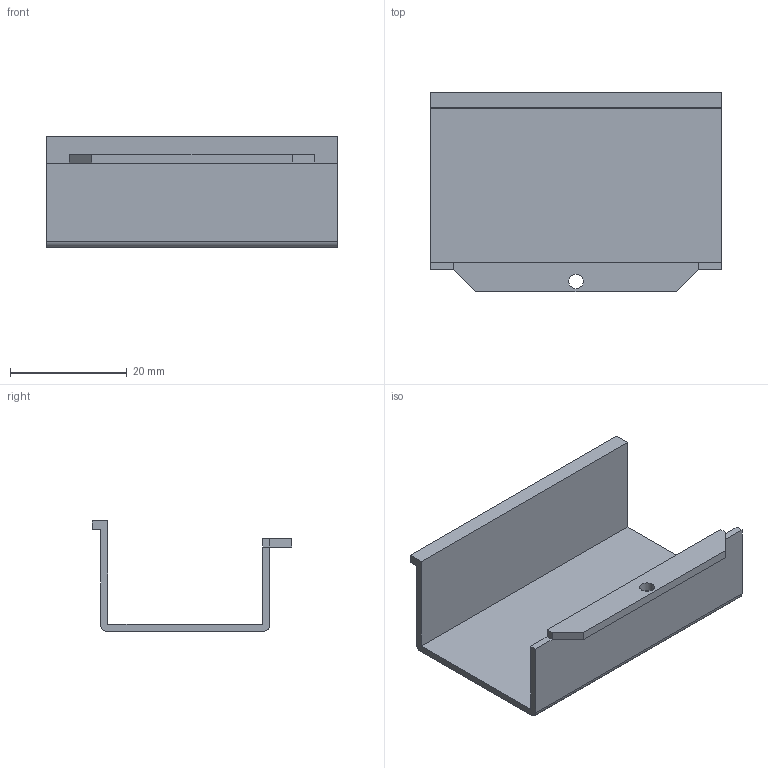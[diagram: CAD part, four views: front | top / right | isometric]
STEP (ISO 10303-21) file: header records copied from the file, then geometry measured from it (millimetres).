
FILE_DESCRIPTION(/* description */ (''),/* implementation_level */ '2;1');
FILE_NAME(/* name */ 'BatteryClip2 v1.step',/* time_stamp */ '2023-07-04T08:54:34-07:00',/* author */ (''),/* organization */ (''),/* preprocessor_version */ 'ST-DEVELOPER v19.2',/* originating_system */ 'Autodesk Translation Framework v12.6.0.85',/* authorisation */ '');
FILE_SCHEMA (('AUTOMOTIVE_DESIGN { 1 0 10303 214 3 1 1 }'));
Length unit declared in the file: millimetre
Products named in the file (1): BatteryClip2
Bounding box: 50 x 34.2 x 18.9 mm (x, y, z)
Volume: 3965 mm3; surface area: 6780.8 mm2
Topology: 1 solids, 1 shells, 23 faces, 59 edges, 38 vertices
Faces by surface type: plane 20, cylinder 3
Full cylindrical faces by diameter (mm): 2.5 x1
Entity records: 724 total; most frequent: CARTESIAN_POINT 121, ORIENTED_EDGE 118, DIRECTION 113, EDGE_CURVE 59, LINE 53, VECTOR 53, VERTEX_POINT 38, AXIS2_PLACEMENT_3D 30
